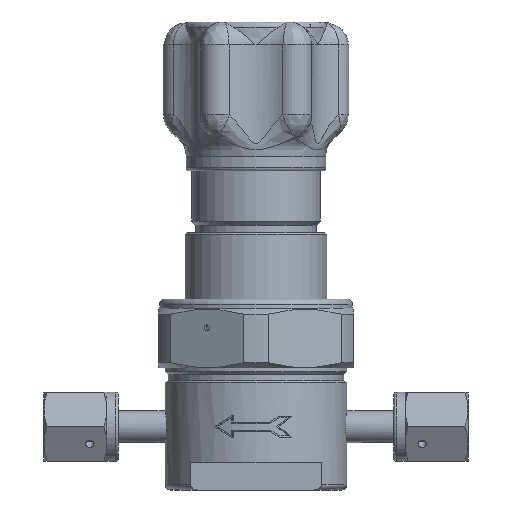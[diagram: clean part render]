
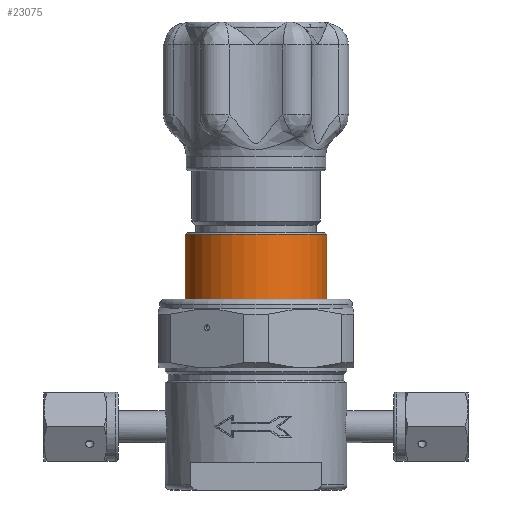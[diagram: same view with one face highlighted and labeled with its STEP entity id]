
A CAD part, front view. The second image highlights one B-rep face of the part: STEP entity #23075.
In plain terms, the highlighted cylindrical face has radius 19.558 mm (diameter 39.116 mm), a full revolution.
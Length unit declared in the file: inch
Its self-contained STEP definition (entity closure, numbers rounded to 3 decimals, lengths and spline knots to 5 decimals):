
#3339=LINE('',#40435,#5494);
#5494=VECTOR('',#28001,0.77);
#6032=FACE_BOUND('',#9317,.T.);
#6195=CIRCLE('',#24157,0.77);
#6221=CIRCLE('',#24203,0.77);
#6222=CIRCLE('',#24204,0.77);
#8027=FACE_OUTER_BOUND('',#9316,.T.);
#9316=EDGE_LOOP('',(#20551,#20552,#20553,#20554,#20555));
#9317=EDGE_LOOP('',(#20556,#20557,#20558));
#10165=B_SPLINE_CURVE_WITH_KNOTS('',3,(#40379,#40380,#40381,#40382,#40383,
#40384,#40385,#40386,#40387,#40388),.UNSPECIFIED.,.F.,.F.,(4,2,2,2,4),(0.11483,
0.14353,0.17224,0.20095,0.22965),
 .UNSPECIFIED.);
#10166=B_SPLINE_CURVE_WITH_KNOTS('',3,(#40390,#40391,#40392,#40393,#40394,
#40395,#40396,#40397,#40398,#40399,#40400,#40401,#40402,#40403,#40404,#40405,
#40406,#40407,#40408),.UNSPECIFIED.,.F.,.F.,(4,2,2,2,3,2,2,2,4),(0.34448,
0.37319,0.40189,0.4306,0.45931,
0.48801,0.51672,0.54543,0.57413),
 .UNSPECIFIED.);
#10167=B_SPLINE_CURVE_WITH_KNOTS('',3,(#40409,#40410,#40411,#40412,#40413,
#40414,#40415,#40416,#40417,#40418),.UNSPECIFIED.,.F.,.F.,(4,2,2,2,4),(0.22965,
0.25836,0.28707,0.31577,0.34448),
 .UNSPECIFIED.);
#11906=VERTEX_POINT('',#40249);
#11941=VERTEX_POINT('',#40377);
#11942=VERTEX_POINT('',#40378);
#11943=VERTEX_POINT('',#40389);
#11946=VERTEX_POINT('',#40427);
#11947=VERTEX_POINT('',#40428);
#14842=EDGE_CURVE('',#11906,#11906,#6195,.T.);
#14893=EDGE_CURVE('',#11941,#11942,#10165,.T.);
#14894=EDGE_CURVE('',#11943,#11941,#10166,.T.);
#14895=EDGE_CURVE('',#11942,#11943,#10167,.T.);
#14900=EDGE_CURVE('',#11946,#11947,#6221,.T.);
#14901=EDGE_CURVE('',#11947,#11946,#6222,.T.);
#14904=EDGE_CURVE('',#11947,#11906,#3339,.T.);
#20551=ORIENTED_EDGE('',*,*,#14900,.F.);
#20552=ORIENTED_EDGE('',*,*,#14901,.F.);
#20553=ORIENTED_EDGE('',*,*,#14904,.T.);
#20554=ORIENTED_EDGE('',*,*,#14842,.T.);
#20555=ORIENTED_EDGE('',*,*,#14904,.F.);
#20556=ORIENTED_EDGE('',*,*,#14893,.T.);
#20557=ORIENTED_EDGE('',*,*,#14895,.T.);
#20558=ORIENTED_EDGE('',*,*,#14894,.T.);
#22121=CYLINDRICAL_SURFACE('',#24206,0.77);
#23075=ADVANCED_FACE('',(#8027,#6032),#22121,.T.);
#24157=AXIS2_PLACEMENT_3D('',#40250,#27883,#27884);
#24203=AXIS2_PLACEMENT_3D('',#40429,#27992,#27993);
#24204=AXIS2_PLACEMENT_3D('',#40430,#27994,#27995);
#24206=AXIS2_PLACEMENT_3D('',#40434,#27999,#28000);
#27883=DIRECTION('center_axis',(0.,0.,1.));
#27884=DIRECTION('ref_axis',(0.,1.,0.));
#27992=DIRECTION('center_axis',(0.,0.,
1.));
#27993=DIRECTION('ref_axis',(0.,-1.,0.));
#27994=DIRECTION('center_axis',(0.,0.,
1.));
#27995=DIRECTION('ref_axis',(0.,-1.,0.));
#27999=DIRECTION('center_axis',(0.,0.,
-1.));
#28000=DIRECTION('ref_axis',(0.,1.,0.));
#28001=DIRECTION('',(0.,0.,-1.));
#40249=CARTESIAN_POINT('',(0.,-0.77,0.254));
#40250=CARTESIAN_POINT('Origin',(0.,0.,
0.254));
#40377=CARTESIAN_POINT('',(0.,0.77,0.703));
#40378=CARTESIAN_POINT('',(-0.03,0.76942,0.673));
#40379=CARTESIAN_POINT('Ctrl Pts',(0.,0.77,0.703));
#40380=CARTESIAN_POINT('Ctrl Pts',(-0.00377,0.77,0.703));
#40381=CARTESIAN_POINT('Ctrl Pts',(-0.00779,0.76997,
0.70225));
#40382=CARTESIAN_POINT('Ctrl Pts',(-0.01518,0.76986,
0.69919));
#40383=CARTESIAN_POINT('Ctrl Pts',(-0.01855,0.76978,
0.69688));
#40384=CARTESIAN_POINT('Ctrl Pts',(-0.02388,0.76963,
0.69155));
#40385=CARTESIAN_POINT('Ctrl Pts',(-0.02619,0.76956,
0.68818));
#40386=CARTESIAN_POINT('Ctrl Pts',(-0.02925,0.76945,
0.68079));
#40387=CARTESIAN_POINT('Ctrl Pts',(-0.03,0.76942,
0.67677));
#40388=CARTESIAN_POINT('Ctrl Pts',(-0.03,0.76942,
0.673));
#40389=CARTESIAN_POINT('',(0.,0.77,0.643));
#40390=CARTESIAN_POINT('Ctrl Pts',(0.,0.77,0.643));
#40391=CARTESIAN_POINT('Ctrl Pts',(0.00377,0.77,0.643));
#40392=CARTESIAN_POINT('Ctrl Pts',(0.00779,0.76997,
0.64375));
#40393=CARTESIAN_POINT('Ctrl Pts',(0.01518,0.76986,
0.64681));
#40394=CARTESIAN_POINT('Ctrl Pts',(0.01855,0.76978,
0.64912));
#40395=CARTESIAN_POINT('Ctrl Pts',(0.02388,0.76963,
0.65445));
#40396=CARTESIAN_POINT('Ctrl Pts',(0.02619,0.76956,
0.65782));
#40397=CARTESIAN_POINT('Ctrl Pts',(0.02925,0.76945,
0.66521));
#40398=CARTESIAN_POINT('Ctrl Pts',(0.03,0.76942,
0.66923));
#40399=CARTESIAN_POINT('Ctrl Pts',(0.03,0.76942,
0.673));
#40400=CARTESIAN_POINT('Ctrl Pts',(0.03,0.76942,
0.67677));
#40401=CARTESIAN_POINT('Ctrl Pts',(0.02925,0.76945,
0.68079));
#40402=CARTESIAN_POINT('Ctrl Pts',(0.02619,0.76956,
0.68818));
#40403=CARTESIAN_POINT('Ctrl Pts',(0.02388,0.76963,
0.69155));
#40404=CARTESIAN_POINT('Ctrl Pts',(0.01855,0.76978,
0.69688));
#40405=CARTESIAN_POINT('Ctrl Pts',(0.01518,0.76986,0.69919));
#40406=CARTESIAN_POINT('Ctrl Pts',(0.00779,0.76997,
0.70225));
#40407=CARTESIAN_POINT('Ctrl Pts',(0.00377,0.77,0.703));
#40408=CARTESIAN_POINT('Ctrl Pts',(0.,0.77,0.703));
#40409=CARTESIAN_POINT('Ctrl Pts',(-0.03,0.76942,
0.673));
#40410=CARTESIAN_POINT('Ctrl Pts',(-0.03,0.76942,
0.66923));
#40411=CARTESIAN_POINT('Ctrl Pts',(-0.02925,0.76945,
0.66521));
#40412=CARTESIAN_POINT('Ctrl Pts',(-0.02619,0.76956,
0.65782));
#40413=CARTESIAN_POINT('Ctrl Pts',(-0.02388,0.76963,
0.65445));
#40414=CARTESIAN_POINT('Ctrl Pts',(-0.01855,0.76978,
0.64912));
#40415=CARTESIAN_POINT('Ctrl Pts',(-0.01518,0.76986,
0.64681));
#40416=CARTESIAN_POINT('Ctrl Pts',(-0.00779,0.76997,
0.64375));
#40417=CARTESIAN_POINT('Ctrl Pts',(-0.00377,0.77,0.643));
#40418=CARTESIAN_POINT('Ctrl Pts',(0.,0.77,0.643));
#40427=CARTESIAN_POINT('',(0.,0.77,0.959));
#40428=CARTESIAN_POINT('',(0.,-0.77,0.959));
#40429=CARTESIAN_POINT('Origin',(0.,0.,
0.959));
#40430=CARTESIAN_POINT('Origin',(0.,0.,
0.959));
#40434=CARTESIAN_POINT('Origin',(0.,0.,
0.5415));
#40435=CARTESIAN_POINT('',(0.,-0.77,0.5415));
